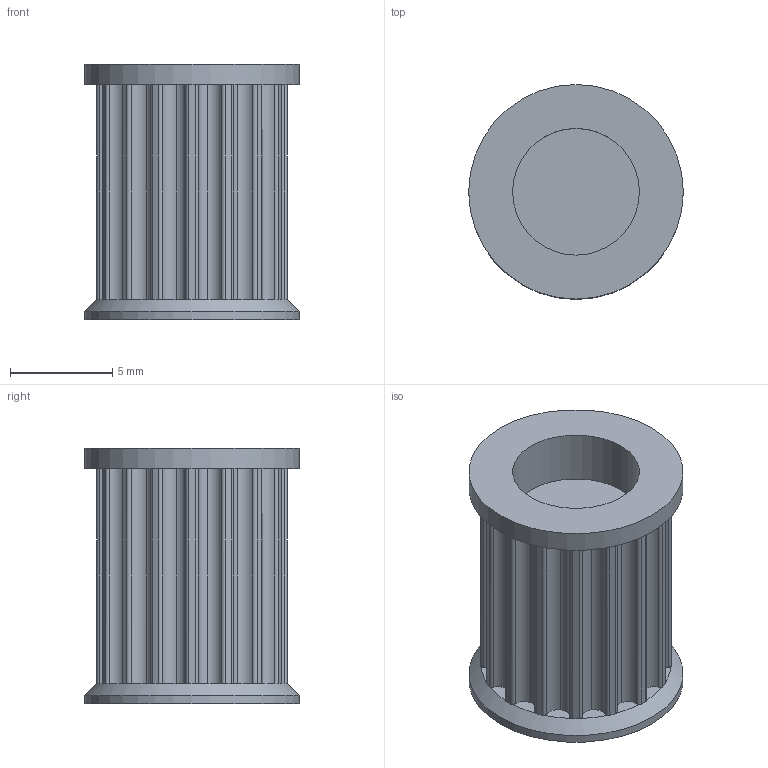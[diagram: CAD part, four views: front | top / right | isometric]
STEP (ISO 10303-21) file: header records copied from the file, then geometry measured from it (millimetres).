
FILE_DESCRIPTION(/* description */ (''),/* implementation_level */ '2;1');
FILE_NAME(/* name */ 'y_idler_teeth_6mm.step',/* time_stamp */ '2022-06-29T00:46:36+08:00',/* author */ ('user'),/* organization */ (''),/* preprocessor_version */ 'ST-DEVELOPER v19',/* originating_system */ 'Autodesk Inventor 2023',/* authorisation */ '');
FILE_SCHEMA (('AUTOMOTIVE_DESIGN { 1 0 10303 214 3 1 1 }'));
Length unit declared in the file: millimetre
Products named in the file (1): y_idler_teeth
Bounding box: 10.5 x 10.5 x 12.5 mm (x, y, z)
Volume: 532.5 mm3; surface area: 881 mm2
Topology: 1 solids, 1 shells, 108 faces, 306 edges, 204 vertices
Faces by surface type: cylinder 69, plane 38, cone 1
Full cylindrical faces by diameter (mm): 4 x1, 6.2 x2, 10.5 x2
Entity records: 3835 total; most frequent: CARTESIAN_POINT 941, DIRECTION 630, ORIENTED_EDGE 612, EDGE_CURVE 306, AXIS2_PLACEMENT_3D 264, VERTEX_POINT 204, CIRCLE 155, EDGE_LOOP 112
